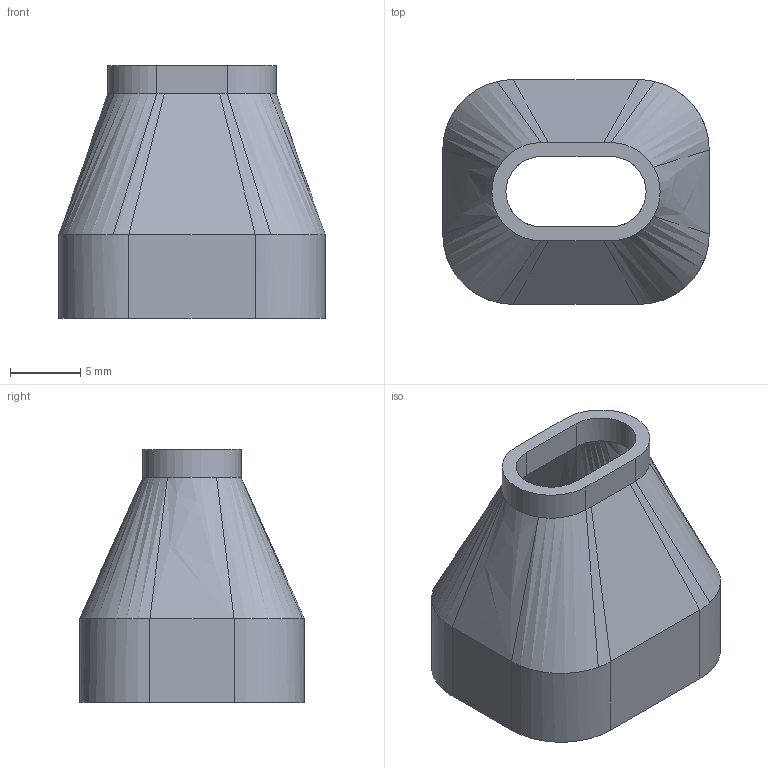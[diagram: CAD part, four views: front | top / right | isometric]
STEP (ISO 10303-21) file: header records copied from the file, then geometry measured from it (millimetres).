
FILE_DESCRIPTION(('FreeCAD Model'),'2;1');
FILE_NAME('Open CASCADE Shape Model','2024-09-21T00:41:38',(''),(''), 'Open CASCADE STEP processor 7.7','FreeCAD','Unknown');
FILE_SCHEMA(('AUTOMOTIVE_DESIGN { 1 0 10303 214 1 1 1 1 }'));
Length unit declared in the file: millimetre
Products named in the file (2): CableSocket; Body
Assembly tree (1 placements, depth 2):
  CableSocket
    Body
Bounding box: 19 x 16 x 18 mm (x, y, z)
Volume: 846.6 mm3; surface area: 1849.3 mm2
Topology: 1 solids, 1 shells, 50 faces, 120 edges, 72 vertices
Faces by surface type: bspline 24, plane 14, cylinder 12
Entity records: 1676 total; most frequent: CARTESIAN_POINT 564, ORIENTED_EDGE 240, DIRECTION 192, EDGE_CURVE 120, VERTEX_POINT 72, AXIS2_PLACEMENT_3D 68, LINE 56, VECTOR 56
